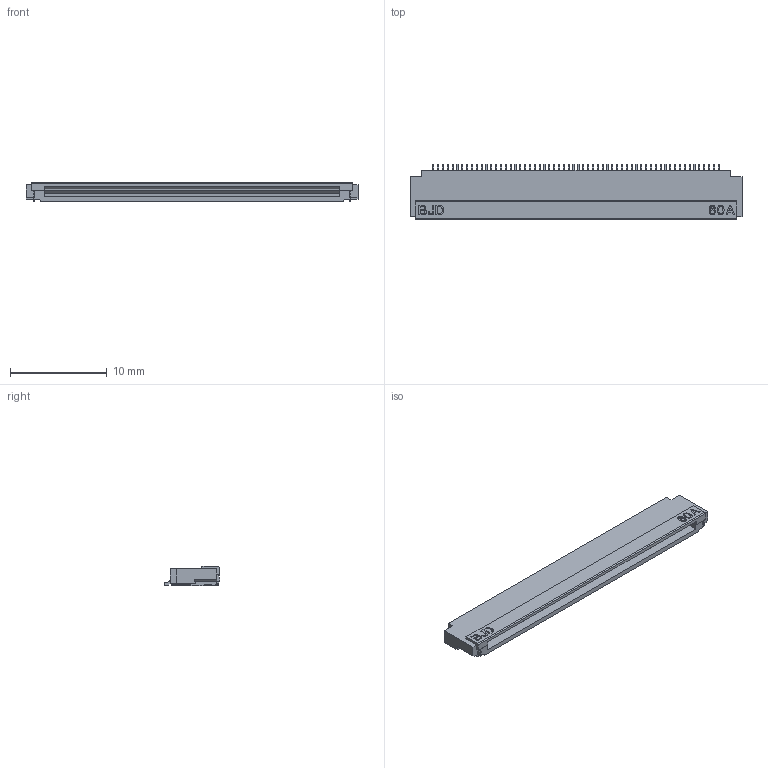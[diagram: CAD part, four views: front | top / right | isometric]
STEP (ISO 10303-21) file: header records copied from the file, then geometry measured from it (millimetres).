
FILE_DESCRIPTION(('CoCreate Modeling STEP Export'),'2;1');
FILE_NAME('0.5-26B-60Pin.stp','2020-01-19T19:27:00',(''),(''),'CoCreate Modeling STEP processor for AP214 (Solid Model)','CoCreate Modeling 17.0 01-Apr-2010 (C) Parametric Technology GmbH','');
FILE_SCHEMA(('AUTOMOTIVE_DESIGN { 1 0 10303 214 1 1 1 1 }'));
Length unit declared in the file: millimetre
Products named in the file (2): 0.5-26B-60Pin
Assembly tree (1 placements, depth 2):
  0.5-26B-60Pin
    0.5-26B-60Pin
Bounding box: 34.3 x 5.78 x 2 mm (x, y, z)
Volume: 251.9 mm3; surface area: 792.3 mm2
Topology: 1 solids, 1 shells, 1235 faces, 3657 edges, 2436 vertices
Faces by surface type: plane 845, cylinder 390
Entity records: 41074 total; most frequent: ORIENTED_EDGE 7314, CARTESIAN_POINT 7300, DIRECTION 6867, EDGE_CURVE 3657, VECTOR 2861, LINE 2861, VERTEX_POINT 2436, AXIS2_PLACEMENT_3D 2003
